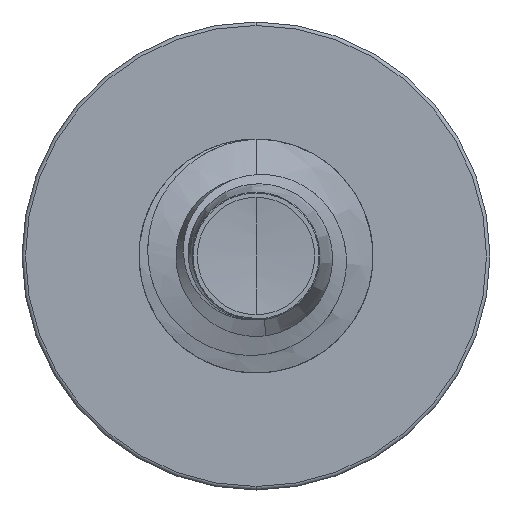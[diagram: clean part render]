
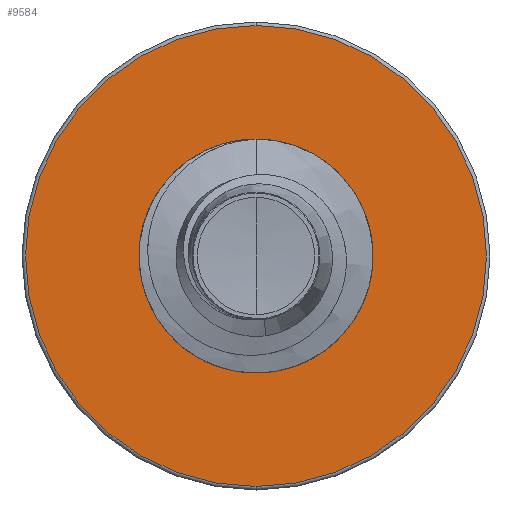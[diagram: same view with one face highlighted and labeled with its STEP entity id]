
A CAD part, front view. The second image highlights one B-rep face of the part: STEP entity #9584.
In plain terms, the highlighted planar face has unit normal (0, -1, 0).
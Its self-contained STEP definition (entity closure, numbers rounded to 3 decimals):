
#429 = ORIENTED_EDGE ( 'NONE', *, *, #14646, .T. ) ;
#636 = VERTEX_POINT ( 'NONE', #16201 ) ;
#987 = VERTEX_POINT ( 'NONE', #11631 ) ;
#1456 = DIRECTION ( 'NONE',  ( 0., 1., 0. ) ) ;
#2959 = VERTEX_POINT ( 'NONE', #16376 ) ;
#3354 = CARTESIAN_POINT ( 'NONE',  ( 0., 12.5, 0. ) ) ;
#4297 = CIRCLE ( 'NONE', #11795, 1.989 ) ;
#4642 = DIRECTION ( 'NONE',  ( 0., 0., 1. ) ) ;
#4774 = ORIENTED_EDGE ( 'NONE', *, *, #5337, .F. ) ;
#5337 = EDGE_CURVE ( 'NONE', #2959, #16025, #15990, .T. ) ;
#5544 = EDGE_LOOP ( 'NONE', ( #429, #10318 ) ) ;
#6163 = DIRECTION ( 'NONE',  ( 0., 1., 0. ) ) ;
#6165 = CARTESIAN_POINT ( 'NONE',  ( 0., 12.5, -1.989 ) ) ;
#6219 = DIRECTION ( 'NONE',  ( 0., 1., 0. ) ) ;
#6638 = AXIS2_PLACEMENT_3D ( 'NONE', #3354, #12192, #4642 ) ;
#6721 = EDGE_LOOP ( 'NONE', ( #7718, #4774 ) ) ;
#7431 = DIRECTION ( 'NONE',  ( 0., 0., 1. ) ) ;
#7718 = ORIENTED_EDGE ( 'NONE', *, *, #12814, .F. ) ;
#9045 = CARTESIAN_POINT ( 'NONE',  ( 0., 12.5, 0. ) ) ;
#9584 = ADVANCED_FACE ( 'NONE', ( #11405, #14364 ), #13719, .F. ) ;
#9671 = EDGE_CURVE ( 'NONE', #636, #987, #4297, .T. ) ;
#10313 = DIRECTION ( 'NONE',  ( 0., 0., 1. ) ) ;
#10318 = ORIENTED_EDGE ( 'NONE', *, *, #9671, .T. ) ;
#10967 = AXIS2_PLACEMENT_3D ( 'NONE', #6165, #14985, #7431 ) ;
#11286 = CARTESIAN_POINT ( 'NONE',  ( 0., 12.5, 3.94 ) ) ;
#11405 = FACE_OUTER_BOUND ( 'NONE', #6721, .T. ) ;
#11631 = CARTESIAN_POINT ( 'NONE',  ( 0., 12.5, 1.989 ) ) ;
#11795 = AXIS2_PLACEMENT_3D ( 'NONE', #13772, #6219, #15041 ) ;
#12027 = AXIS2_PLACEMENT_3D ( 'NONE', #9045, #1456, #10313 ) ;
#12192 = DIRECTION ( 'NONE',  ( 0., 1., 0. ) ) ;
#12814 = EDGE_CURVE ( 'NONE', #16025, #2959, #13363, .T. ) ;
#13150 = CIRCLE ( 'NONE', #6638, 1.989 ) ;
#13363 = CIRCLE ( 'NONE', #12027, 3.94 ) ;
#13717 = CARTESIAN_POINT ( 'NONE',  ( 0., 12.5, 0. ) ) ;
#13719 = PLANE ( 'NONE',  #10967 ) ;
#13772 = CARTESIAN_POINT ( 'NONE',  ( 0., 12.5, 0. ) ) ;
#14364 = FACE_BOUND ( 'NONE', #5544, .T. ) ;
#14646 = EDGE_CURVE ( 'NONE', #987, #636, #13150, .T. ) ;
#14769 = AXIS2_PLACEMENT_3D ( 'NONE', #13717, #6163, #14983 ) ;
#14983 = DIRECTION ( 'NONE',  ( 0., 0., 1. ) ) ;
#14985 = DIRECTION ( 'NONE',  ( 0., 1., 0. ) ) ;
#15041 = DIRECTION ( 'NONE',  ( 0., 0., 1. ) ) ;
#15990 = CIRCLE ( 'NONE', #14769, 3.94 ) ;
#16025 = VERTEX_POINT ( 'NONE', #11286 ) ;
#16201 = CARTESIAN_POINT ( 'NONE',  ( 0., 12.5, -1.989 ) ) ;
#16376 = CARTESIAN_POINT ( 'NONE',  ( 0., 12.5, -3.94 ) ) ;
